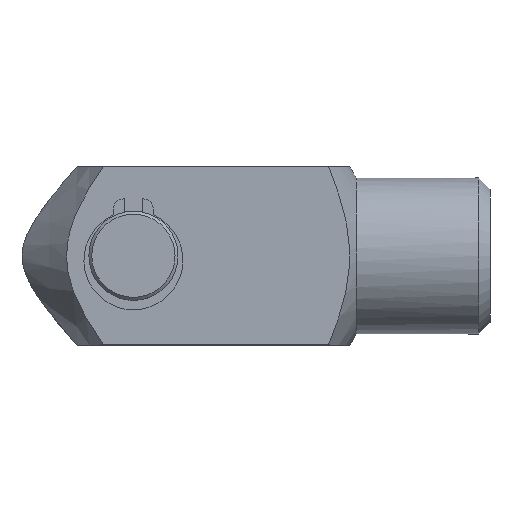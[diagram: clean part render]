
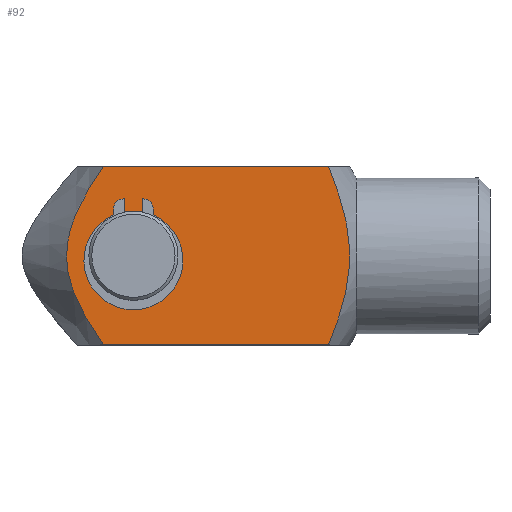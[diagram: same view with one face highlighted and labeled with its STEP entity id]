
A CAD part, top view. The second image highlights one B-rep face of the part: STEP entity #92.
In plain terms, the highlighted planar face has unit normal (0, 0, 1).
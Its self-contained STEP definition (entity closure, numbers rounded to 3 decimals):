
#92 = ADVANCED_FACE( '', ( #226, #227 ), #228, .F. );
#226 = FACE_BOUND( '', #417, .T. );
#227 = FACE_OUTER_BOUND( '', #418, .T. );
#228 = PLANE( '', #419 );
#417 = EDGE_LOOP( '', ( #647 ) );
#418 = EDGE_LOOP( '', ( #648, #649, #650, #651 ) );
#419 = AXIS2_PLACEMENT_3D( '', #652, #653, #654 );
#647 = ORIENTED_EDGE( '', *, *, #1068, .F. );
#648 = ORIENTED_EDGE( '', *, *, #1069, .F. );
#649 = ORIENTED_EDGE( '', *, *, #1070, .F. );
#650 = ORIENTED_EDGE( '', *, *, #1071, .F. );
#651 = ORIENTED_EDGE( '', *, *, #1072, .T. );
#652 = CARTESIAN_POINT( '', ( -10., 8., 8. ) );
#653 = DIRECTION( '', ( 0., 0., -1. ) );
#654 = DIRECTION( '', ( -1., 0., 0. ) );
#1068 = EDGE_CURVE( '', #1270, #1270, #1271, .F. );
#1069 = EDGE_CURVE( '', #1272, #1273, #1274, .F. );
#1070 = EDGE_CURVE( '', #1275, #1272, #1276, .T. );
#1071 = EDGE_CURVE( '', #1277, #1275, #1278, .T. );
#1072 = EDGE_CURVE( '', #1277, #1273, #1279, .T. );
#1270 = VERTEX_POINT( '', #1566 );
#1271 = CIRCLE( '', #1567, 4. );
#1272 = VERTEX_POINT( '', #1568 );
#1273 = VERTEX_POINT( '', #1569 );
#1274 = B_SPLINE_CURVE_WITH_KNOTS( '', 3, ( #1570, #1571, #1572, #1573, #1574, #1575, #1576, #1577, #1578, #1579, #1580, #1581, #1582, #1583, #1584, #1585, #1586, #1587 ), .UNSPECIFIED., .F., .F., ( 4, 2, 2, 2, 2, 2, 2, 2, 4 ), ( 0.01, 0.012, 0.014, 0.018, 0.019, 0.02, 0.022, 0.024, 0.026 ), .UNSPECIFIED. );
#1275 = VERTEX_POINT( '', #1588 );
#1276 = LINE( '', #1589, #1590 );
#1277 = VERTEX_POINT( '', #1591 );
#1278 = B_SPLINE_CURVE_WITH_KNOTS( '', 3, ( #1592, #1593, #1594, #1595, #1596, #1597, #1598, #1599, #1600, #1601, #1602, #1603, #1604, #1605, #1606, #1607, #1608, #1609, #1610, #1611, #1612, #1613, #1614, #1615 ), .UNSPECIFIED., .F., .F., ( 4, 2, 2, 2, 2, 2, 2, 2, 2, 2, 2, 4 ), ( 0.045, 0.047, 0.05, 0.052, 0.053, 0.054, 0.055, 0.056, 0.058, 0.059, 0.06, 0.063 ), .UNSPECIFIED. );
#1279 = LINE( '', #1616, #1617 );
#1566 = CARTESIAN_POINT( '', ( -4., 0., 8. ) );
#1567 = AXIS2_PLACEMENT_3D( '', #2009, #2010, #2011 );
#1568 = CARTESIAN_POINT( '', ( 17.509, 8., 8. ) );
#1569 = CARTESIAN_POINT( '', ( 17.509, -8., 8. ) );
#1570 = CARTESIAN_POINT( '', ( 17.509, -8., 8. ) );
#1571 = CARTESIAN_POINT( '', ( 17.771, -7.36, 8. ) );
#1572 = CARTESIAN_POINT( '', ( 18.019, -6.713, 8. ) );
#1573 = CARTESIAN_POINT( '', ( 18.474, -5.408, 8. ) );
#1574 = CARTESIAN_POINT( '', ( 18.68, -4.752, 8. ) );
#1575 = CARTESIAN_POINT( '', ( 19.203, -2.763, 8. ) );
#1576 = CARTESIAN_POINT( '', ( 19.421, -1.411, 8. ) );
#1577 = CARTESIAN_POINT( '', ( 19.423, 0.332, 8. ) );
#1578 = CARTESIAN_POINT( '', ( 19.41, 0.682, 8. ) );
#1579 = CARTESIAN_POINT( '', ( 19.359, 1.374, 8. ) );
#1580 = CARTESIAN_POINT( '', ( 19.321, 1.718, 8. ) );
#1581 = CARTESIAN_POINT( '', ( 19.174, 2.741, 8. ) );
#1582 = CARTESIAN_POINT( '', ( 19.032, 3.413, 8. ) );
#1583 = CARTESIAN_POINT( '', ( 18.682, 4.744, 8. ) );
#1584 = CARTESIAN_POINT( '', ( 18.476, 5.403, 8. ) );
#1585 = CARTESIAN_POINT( '', ( 18.02, 6.712, 8. ) );
#1586 = CARTESIAN_POINT( '', ( 17.771, 7.36, 8. ) );
#1587 = CARTESIAN_POINT( '', ( 17.509, 8., 8. ) );
#1588 = CARTESIAN_POINT( '', ( -2.686, 8., 8. ) );
#1589 = CARTESIAN_POINT( '', ( -10., 8., 8. ) );
#1590 = VECTOR( '', #2012, 1000. );
#1591 = CARTESIAN_POINT( '', ( -2.686, -8., 8. ) );
#1592 = CARTESIAN_POINT( '', ( -2.686, -8., 8. ) );
#1593 = CARTESIAN_POINT( '', ( -3.104, -7.41, 8. ) );
#1594 = CARTESIAN_POINT( '', ( -3.507, -6.807, 8. ) );
#1595 = CARTESIAN_POINT( '', ( -4.269, -5.562, 8. ) );
#1596 = CARTESIAN_POINT( '', ( -4.63, -4.913, 8. ) );
#1597 = CARTESIAN_POINT( '', ( -5.253, -3.585, 8. ) );
#1598 = CARTESIAN_POINT( '', ( -5.517, -2.902, 8. ) );
#1599 = CARTESIAN_POINT( '', ( -5.799, -1.835, 8. ) );
#1600 = CARTESIAN_POINT( '', ( -5.874, -1.47, 8. ) );
#1601 = CARTESIAN_POINT( '', ( -5.974, -0.739, 8. ) );
#1602 = CARTESIAN_POINT( '', ( -6., -0.373, 8. ) );
#1603 = CARTESIAN_POINT( '', ( -6., 0.359, 8. ) );
#1604 = CARTESIAN_POINT( '', ( -5.975, 0.725, 8. ) );
#1605 = CARTESIAN_POINT( '', ( -5.876, 1.459, 8. ) );
#1606 = CARTESIAN_POINT( '', ( -5.802, 1.823, 8. ) );
#1607 = CARTESIAN_POINT( '', ( -5.522, 2.888, 8. ) );
#1608 = CARTESIAN_POINT( '', ( -5.259, 3.571, 8. ) );
#1609 = CARTESIAN_POINT( '', ( -4.791, 4.571, 8. ) );
#1610 = CARTESIAN_POINT( '', ( -4.622, 4.901, 8. ) );
#1611 = CARTESIAN_POINT( '', ( -4.269, 5.546, 8. ) );
#1612 = CARTESIAN_POINT( '', ( -4.085, 5.863, 8. ) );
#1613 = CARTESIAN_POINT( '', ( -3.513, 6.799, 8. ) );
#1614 = CARTESIAN_POINT( '', ( -3.107, 7.405, 8. ) );
#1615 = CARTESIAN_POINT( '', ( -2.686, 8., 8. ) );
#1616 = CARTESIAN_POINT( '', ( -10., -8., 8. ) );
#1617 = VECTOR( '', #2013, 1000. );
#2009 = CARTESIAN_POINT( '', ( 0., 0., 8. ) );
#2010 = DIRECTION( '', ( 0., 0., -1. ) );
#2011 = DIRECTION( '', ( -1., 0., 0. ) );
#2012 = DIRECTION( '', ( 1., 0., 0. ) );
#2013 = DIRECTION( '', ( 1., 0., 0. ) );
